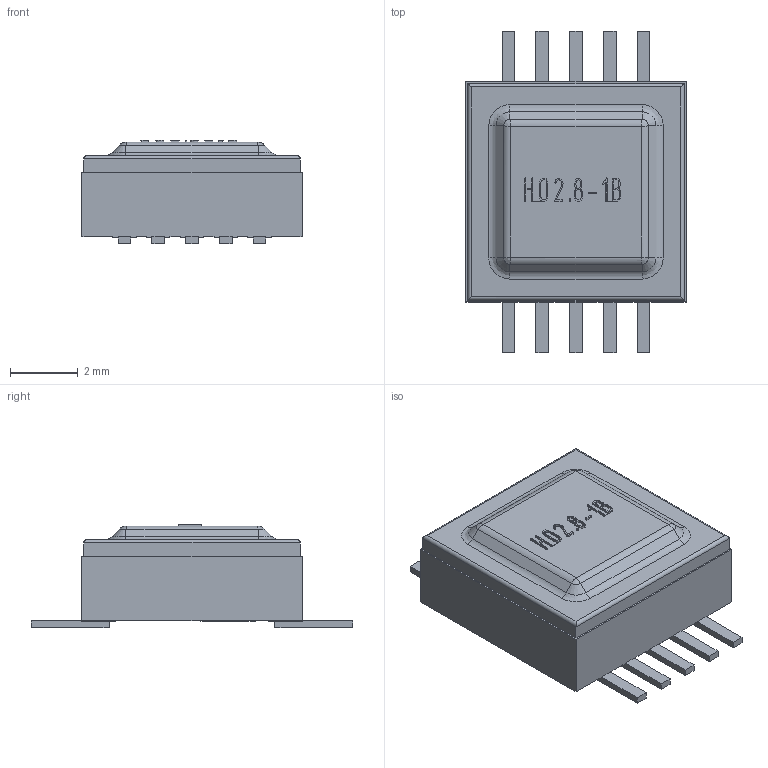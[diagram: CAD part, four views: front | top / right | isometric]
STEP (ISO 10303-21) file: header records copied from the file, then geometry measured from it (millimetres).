
FILE_DESCRIPTION (( 'STEP AP214' ), '1' );
FILE_NAME ('User Library-H02.8-1B1.STEP', '2017-05-11T12:46:07', ( 'Windows User' ), ( '' ), 'SwSTEP 2.0', 'SolidWorks 2017', '' );
FILE_SCHEMA (( 'AUTOMOTIVE_DESIGN' ));
Length unit declared in the file: millimetre
Products named in the file (1): User Library-H02.8-1B1
Bounding box: 6.5 x 9.5 x 3.05 mm (x, y, z)
Surface area: 170.8 mm2 (no closed solid volume)
Topology: 0 solids, 5 shells, 752 faces, 2078 edges, 1344 vertices
Faces by surface type: plane 682, cylinder 58, bspline 8, cone 4
Entity records: 32092 total; most frequent: CARTESIAN_POINT 4916, ORIENTED_EDGE 4137, DIRECTION 3527, EDGE_CURVE 2074, LINE 1821, VECTOR 1821, VERTEX_POINT 1344, AXIS2_PLACEMENT_3D 853
